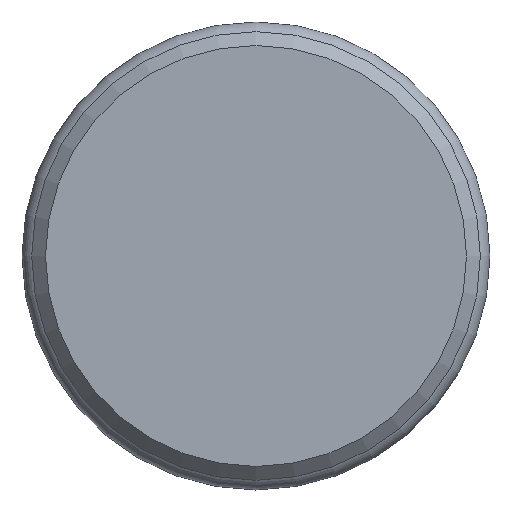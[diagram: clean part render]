
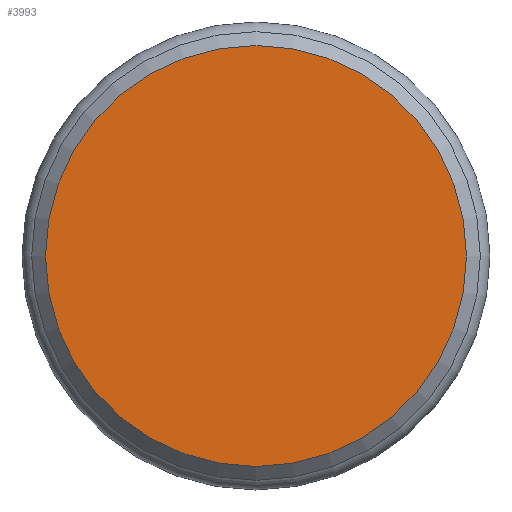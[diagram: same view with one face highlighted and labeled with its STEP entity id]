
A CAD part, front view. The second image highlights one B-rep face of the part: STEP entity #3993.
In plain terms, the highlighted planar face has unit normal (0, -1, 0).
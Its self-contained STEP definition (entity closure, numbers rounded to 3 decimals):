
#67=CIRCLE('',#4144,30.5);
#362=FACE_OUTER_BOUND('',#602,.T.);
#602=EDGE_LOOP('',(#3574));
#1930=VERTEX_POINT('',#7454);
#2493=EDGE_CURVE('',#1930,#1930,#67,.T.);
#3574=ORIENTED_EDGE('',*,*,#2493,.F.);
#3757=PLANE('',#4146);
#3993=ADVANCED_FACE('',(#362),#3757,.T.);
#4144=AXIS2_PLACEMENT_3D('',#7455,#4832,#4833);
#4146=AXIS2_PLACEMENT_3D('',#7458,#4836,#4837);
#4832=DIRECTION('center_axis',(0.,1.,0.));
#4833=DIRECTION('ref_axis',(1.,0.,0.));
#4836=DIRECTION('center_axis',(0.,-1.,0.));
#4837=DIRECTION('ref_axis',(0.,0.,-1.));
#7454=CARTESIAN_POINT('',(-30.5,-10.63,0.));
#7455=CARTESIAN_POINT('Origin',(0.,-10.63,0.));
#7458=CARTESIAN_POINT('Origin',(-32.5,-10.63,0.));
